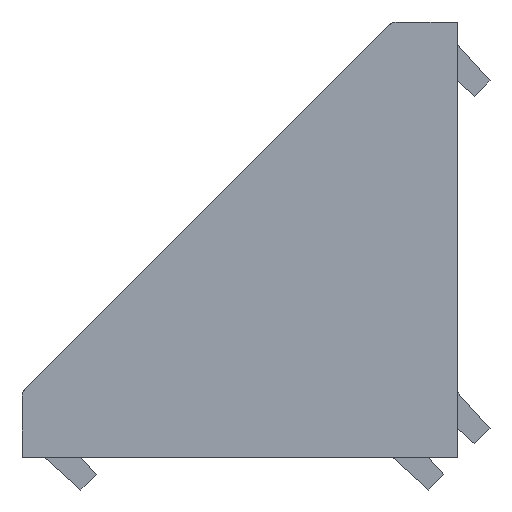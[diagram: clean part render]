
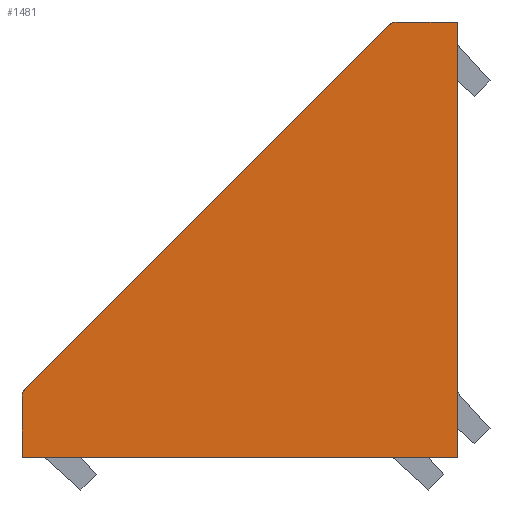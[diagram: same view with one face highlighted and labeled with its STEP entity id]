
A CAD part, left-side view. The second image highlights one B-rep face of the part: STEP entity #1481.
In plain terms, the highlighted face is planar.
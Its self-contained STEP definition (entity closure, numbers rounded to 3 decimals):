
#51=CIRCLE('',#1610,0.5);
#55=CIRCLE('',#1617,0.5);
#101=FACE_OUTER_BOUND('',#185,.T.);
#185=EDGE_LOOP('',(#1086,#1087,#1088,#1089,#1090,#1091,#1092));
#294=LINE('',#2254,#469);
#300=LINE('',#2271,#475);
#304=LINE('',#2280,#479);
#320=LINE('',#2316,#495);
#328=LINE('',#2336,#503);
#469=VECTOR('',#1800,1000.);
#475=VECTOR('',#1818,1000.);
#479=VECTOR('',#1824,1000.);
#495=VECTOR('',#1848,1000.);
#503=VECTOR('',#1864,1000.);
#648=VERTEX_POINT('',#2240);
#649=VERTEX_POINT('',#2242);
#653=VERTEX_POINT('',#2252);
#656=VERTEX_POINT('',#2263);
#658=VERTEX_POINT('',#2269);
#662=VERTEX_POINT('',#2278);
#678=VERTEX_POINT('',#2314);
#798=EDGE_CURVE('',#649,#648,#51,.T.);
#804=EDGE_CURVE('',#648,#653,#294,.T.);
#810=EDGE_CURVE('',#653,#656,#55,.T.);
#813=EDGE_CURVE('',#656,#658,#300,.T.);
#817=EDGE_CURVE('',#658,#662,#304,.T.);
#836=EDGE_CURVE('',#662,#678,#320,.T.);
#847=EDGE_CURVE('',#678,#649,#328,.T.);
#1086=ORIENTED_EDGE('',*,*,#813,.T.);
#1087=ORIENTED_EDGE('',*,*,#817,.T.);
#1088=ORIENTED_EDGE('',*,*,#836,.T.);
#1089=ORIENTED_EDGE('',*,*,#847,.T.);
#1090=ORIENTED_EDGE('',*,*,#798,.T.);
#1091=ORIENTED_EDGE('',*,*,#804,.T.);
#1092=ORIENTED_EDGE('',*,*,#810,.T.);
#1418=PLANE('',#1628);
#1481=ADVANCED_FACE('',(#101),#1418,.T.);
#1610=AXIS2_PLACEMENT_3D('',#2243,#1790,#1791);
#1617=AXIS2_PLACEMENT_3D('',#2265,#1812,#1813);
#1628=AXIS2_PLACEMENT_3D('',#2337,#1865,#1866);
#1790=DIRECTION('center_axis',(0.,0.,1.));
#1791=DIRECTION('ref_axis',(1.,0.,0.));
#1800=DIRECTION('',(-0.707,0.707,0.));
#1812=DIRECTION('center_axis',(0.,0.,1.));
#1813=DIRECTION('ref_axis',(1.,0.,0.));
#1818=DIRECTION('',(-1.,0.,0.));
#1824=DIRECTION('',(0.,-1.,0.));
#1848=DIRECTION('',(1.,0.,0.));
#1864=DIRECTION('',(0.,1.,0.));
#1865=DIRECTION('center_axis',(0.,0.,1.));
#1866=DIRECTION('ref_axis',(1.,0.,0.));
#2240=CARTESIAN_POINT('',(19.854,3.147,8.5));
#2242=CARTESIAN_POINT('',(20.,2.793,8.5));
#2243=CARTESIAN_POINT('Origin',(19.5,2.793,8.5));
#2252=CARTESIAN_POINT('',(3.147,19.854,8.5));
#2254=CARTESIAN_POINT('',(19.854,3.147,8.5));
#2263=CARTESIAN_POINT('',(2.793,20.,8.5));
#2265=CARTESIAN_POINT('Origin',(2.793,19.5,8.5));
#2269=CARTESIAN_POINT('',(0.,20.,8.5));
#2271=CARTESIAN_POINT('',(2.793,20.,8.5));
#2278=CARTESIAN_POINT('',(0.,0.,8.5));
#2280=CARTESIAN_POINT('',(0.,20.,8.5));
#2314=CARTESIAN_POINT('',(20.,0.,8.5));
#2316=CARTESIAN_POINT('',(0.,0.,8.5));
#2336=CARTESIAN_POINT('',(20.,0.,8.5));
#2337=CARTESIAN_POINT('Origin',(19.5,2.793,8.5));
